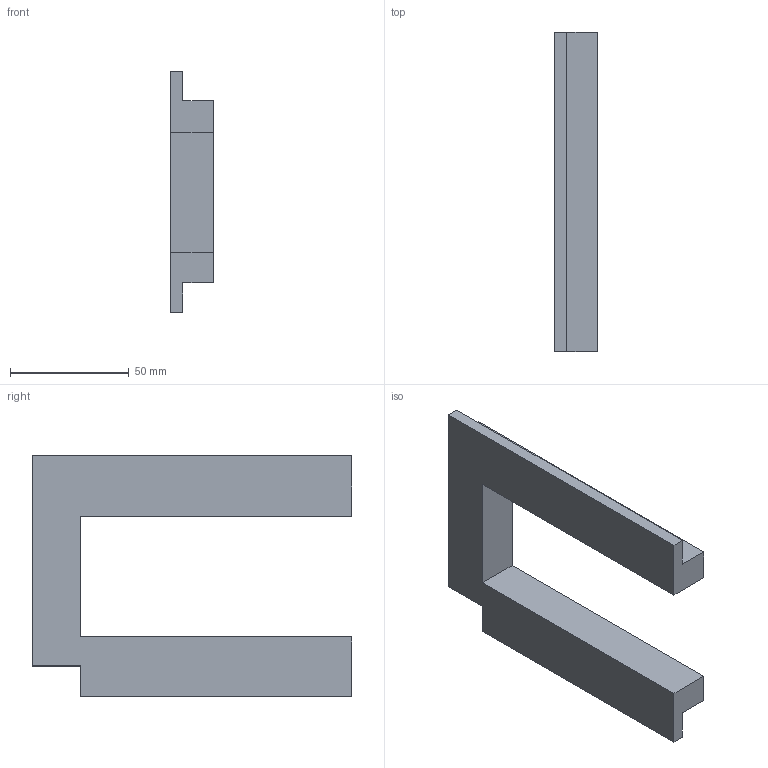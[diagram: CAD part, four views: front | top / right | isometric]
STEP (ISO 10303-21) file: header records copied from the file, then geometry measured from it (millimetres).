
FILE_DESCRIPTION(/* description */ (''),/* implementation_level */ '2;1');
FILE_NAME(/* name */ 'New Insert v5.step',/* time_stamp */ '2018-07-31T17:56:54-07:00',/* author */ ('pkhanna104'),/* organization */ (''),/* preprocessor_version */ 'ST-DEVELOPER v17',/* originating_system */ 'Autodesk Translation Framework v7.1.0.215',/* authorisation */ '');
FILE_SCHEMA (('AUTOMOTIVE_DESIGN { 1 0 10303 214 3 1 1 }'));
Length unit declared in the file: inch
Products named in the file (1): New Insert
Bounding box: 17.78 x 134.62 x 101.6 mm (x, y, z)
Volume: 96127.7 mm3; surface area: 27063.2 mm2
Topology: 1 solids, 1 shells, 17 faces, 44 edges, 29 vertices
Faces by surface type: plane 17
Entity records: 545 total; most frequent: CARTESIAN_POINT 91, ORIENTED_EDGE 88, DIRECTION 80, LINE 44, VECTOR 44, EDGE_CURVE 44, VERTEX_POINT 29, AXIS2_PLACEMENT_3D 18
